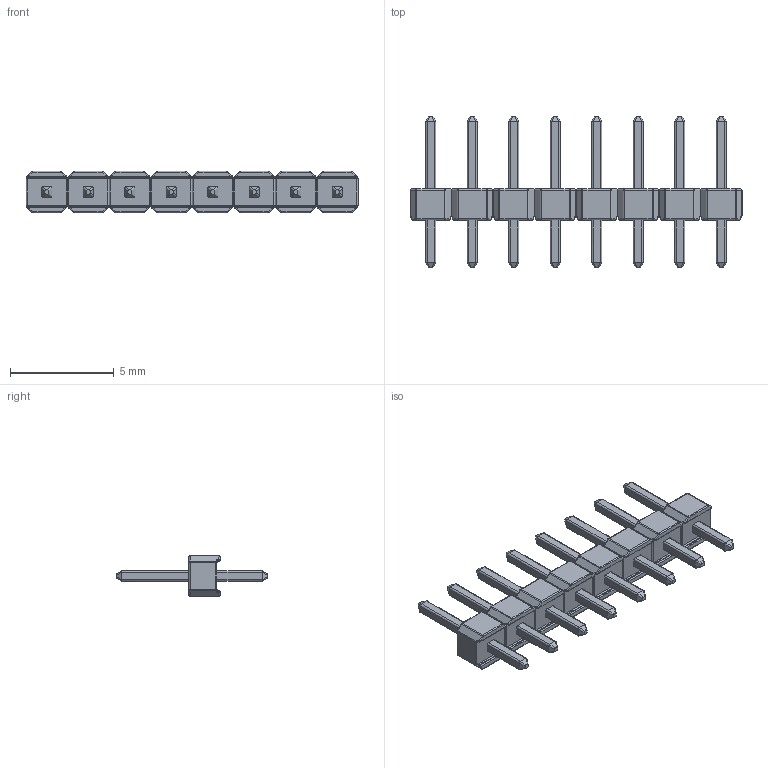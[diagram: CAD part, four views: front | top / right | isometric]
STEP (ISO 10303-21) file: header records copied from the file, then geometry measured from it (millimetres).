
FILE_DESCRIPTION (( 'STEP AP214' ), '1' );
FILE_NAME ('M22-2510805.STEP', '2018-07-03T17:01:54', ( '' ), ( '' ), 'SwSTEP 2.0', 'SolidWorks 2014', '' );
FILE_SCHEMA (( 'AUTOMOTIVE_DESIGN' ));
Length unit declared in the file: millimetre
Products named in the file (2): 251-pin-05; M22-2510805
Assembly tree (8 placements, depth 2):
  M22-2510805
    251-pin-05  x8
Bounding box: 16 x 7.3 x 2 mm (x, y, z)
Volume: 53.5 mm3; surface area: 229.1 mm2
Topology: 8 solids, 8 shells, 864 faces, 2112 edges, 1184 vertices
Faces by surface type: cylinder 384, plane 256, sphere 96, torus 64, bspline 64
Entity records: 4110 total; most frequent: CARTESIAN_POINT 841, DIRECTION 510, ORIENTED_EDGE 504, EDGE_CURVE 252, AXIS2_PLACEMENT_3D 195, VERTEX_POINT 148, LINE 120, VECTOR 120
